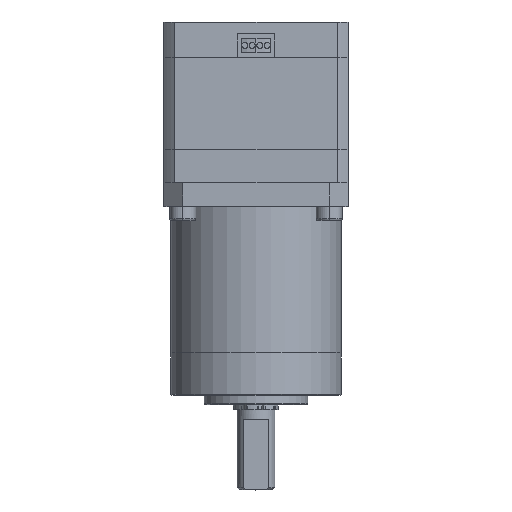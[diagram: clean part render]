
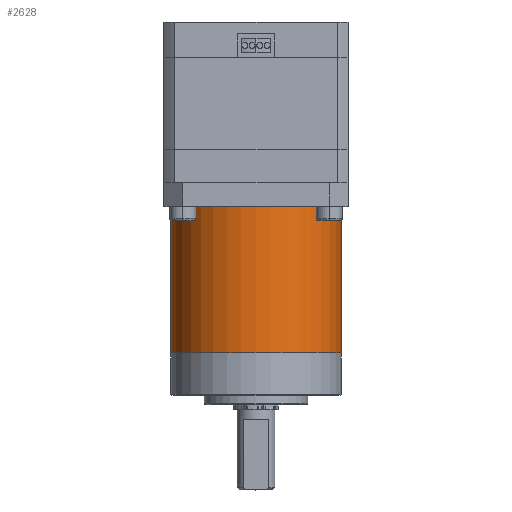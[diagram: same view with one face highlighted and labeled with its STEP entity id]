
A CAD part, top view. The second image highlights one B-rep face of the part: STEP entity #2628.
In plain terms, the highlighted cylindrical face has radius 18 mm (diameter 36 mm), a partial arc.
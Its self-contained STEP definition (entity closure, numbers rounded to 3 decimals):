
#181 = CARTESIAN_POINT ( 'NONE',  ( 0., 0., 0. ) ) ;
#342 = DIRECTION ( 'NONE',  ( -1., 0., 0. ) ) ;
#1359 = CARTESIAN_POINT ( 'NONE',  ( 18., 0., 31. ) ) ;
#2260 = EDGE_CURVE ( 'NONE', #10819, #8974, #3533, .T. ) ;
#2628 = ADVANCED_FACE ( 'NONE', ( #13766 ), #21264, .T. ) ;
#3533 = CIRCLE ( 'NONE', #24298, 18. ) ;
#3936 = EDGE_CURVE ( 'NONE', #21088, #6346, #11457, .T. ) ;
#3953 = DIRECTION ( 'NONE',  ( 0., 0., 1. ) ) ;
#4057 = EDGE_LOOP ( 'NONE', ( #8828, #24163, #16490, #17555 ) ) ;
#5288 = DIRECTION ( 'NONE',  ( 0., 0., 1. ) ) ;
#6346 = VERTEX_POINT ( 'NONE', #13395 ) ;
#6406 = CARTESIAN_POINT ( 'NONE',  ( -18., 0., 0. ) ) ;
#7055 = AXIS2_PLACEMENT_3D ( 'NONE', #14826, #5288, #12944 ) ;
#8828 = ORIENTED_EDGE ( 'NONE', *, *, #3936, .F. ) ;
#8974 = VERTEX_POINT ( 'NONE', #6406 ) ;
#9393 = DIRECTION ( 'NONE',  ( 0., 0., -1. ) ) ;
#9616 = DIRECTION ( 'NONE',  ( 1., 0., 0. ) ) ;
#10664 = CARTESIAN_POINT ( 'NONE',  ( -18., 0., 31. ) ) ;
#10819 = VERTEX_POINT ( 'NONE', #17952 ) ;
#11457 = CIRCLE ( 'NONE', #7055, 18. ) ;
#12944 = DIRECTION ( 'NONE',  ( 1., 0., 0. ) ) ;
#13331 = CARTESIAN_POINT ( 'NONE',  ( 18., 0., 31. ) ) ;
#13395 = CARTESIAN_POINT ( 'NONE',  ( -18., 0., 31. ) ) ;
#13630 = VECTOR ( 'NONE', #20647, 1000. ) ;
#13766 = FACE_OUTER_BOUND ( 'NONE', #4057, .T. ) ;
#14826 = CARTESIAN_POINT ( 'NONE',  ( 0., 0., 31. ) ) ;
#16490 = ORIENTED_EDGE ( 'NONE', *, *, #2260, .T. ) ;
#16782 = LINE ( 'NONE', #10664, #13630 ) ;
#16979 = AXIS2_PLACEMENT_3D ( 'NONE', #21013, #9393, #342 ) ;
#17199 = LINE ( 'NONE', #13331, #22555 ) ;
#17259 = EDGE_CURVE ( 'NONE', #6346, #8974, #16782, .T. ) ;
#17555 = ORIENTED_EDGE ( 'NONE', *, *, #17259, .F. ) ;
#17952 = CARTESIAN_POINT ( 'NONE',  ( 18., 0., 0. ) ) ;
#20647 = DIRECTION ( 'NONE',  ( 0., 0., -1. ) ) ;
#20838 = DIRECTION ( 'NONE',  ( 0., 0., -1. ) ) ;
#20878 = EDGE_CURVE ( 'NONE', #21088, #10819, #17199, .T. ) ;
#21013 = CARTESIAN_POINT ( 'NONE',  ( 0., 0., 31. ) ) ;
#21088 = VERTEX_POINT ( 'NONE', #1359 ) ;
#21264 = CYLINDRICAL_SURFACE ( 'NONE', #16979, 18. ) ;
#22555 = VECTOR ( 'NONE', #20838, 1000. ) ;
#24163 = ORIENTED_EDGE ( 'NONE', *, *, #20878, .T. ) ;
#24298 = AXIS2_PLACEMENT_3D ( 'NONE', #181, #3953, #9616 ) ;
